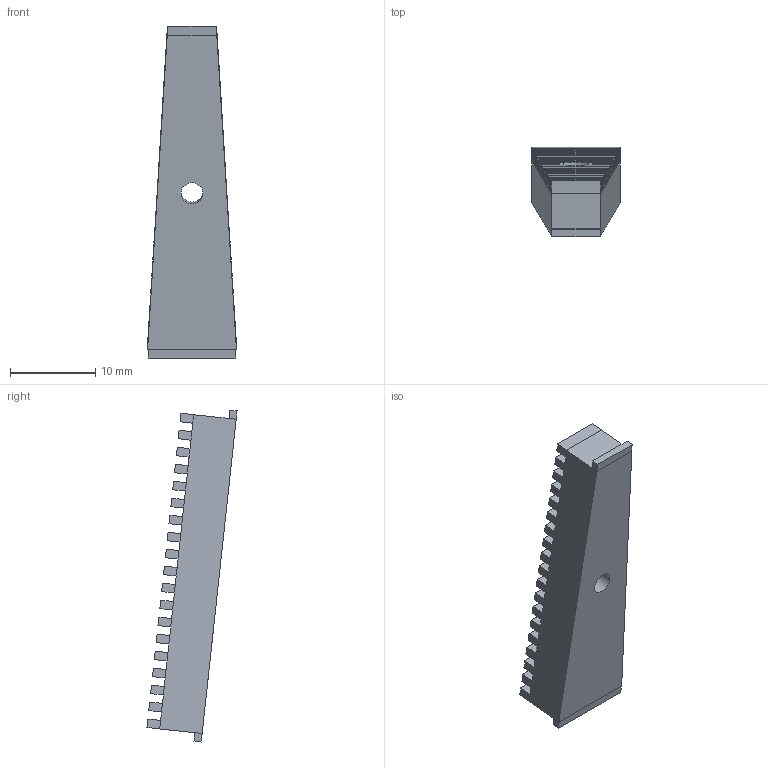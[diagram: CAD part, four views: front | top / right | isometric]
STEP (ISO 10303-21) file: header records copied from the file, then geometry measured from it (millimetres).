
FILE_DESCRIPTION(('FreeCAD Model'),'2;1');
FILE_NAME('Open CASCADE Shape Model','2024-02-03T11:32:35',(''),(''), 'Open CASCADE STEP processor 7.6','FreeCAD','Unknown');
FILE_SCHEMA(('AUTOMOTIVE_DESIGN { 1 0 10303 214 1 1 1 1 }'));
Length unit declared in the file: millimetre
Products named in the file (2): Pads002; Body014
Assembly tree (1 placements, depth 2):
  Pads002
    Body014
Bounding box: 10.4 x 10.55 x 38.87 mm (x, y, z)
Volume: 1686.1 mm3; surface area: 1640.8 mm2
Topology: 1 solids, 1 shells, 138 faces, 328 edges, 192 vertices
Faces by surface type: plane 136, cylinder 2
Full cylindrical faces by diameter (mm): 2.5 x1, 4 x1
Entity records: 8148 total; most frequent: CARTESIAN_POINT 1388, DIRECTION 1264, LINE 960, VECTOR 960, ORIENTED_EDGE 656, PCURVE 656, DEFINITIONAL_REPRESENTATION 656, EDGE_CURVE 328
